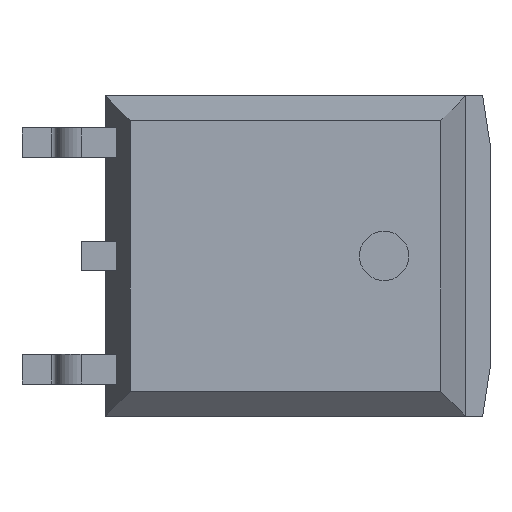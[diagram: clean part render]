
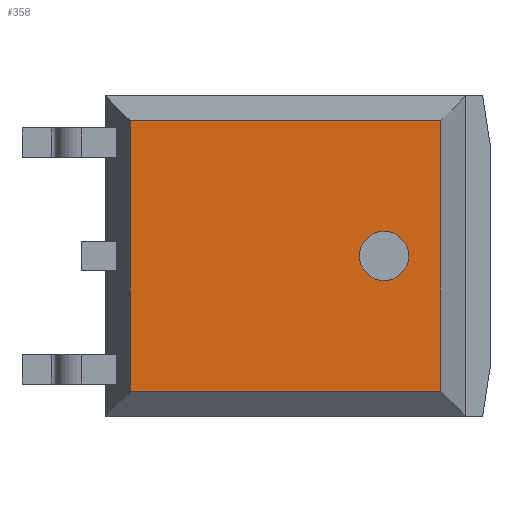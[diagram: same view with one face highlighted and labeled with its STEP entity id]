
A CAD part, top view. The second image highlights one B-rep face of the part: STEP entity #358.
In plain terms, the highlighted planar face has unit normal (0, 0, 1).
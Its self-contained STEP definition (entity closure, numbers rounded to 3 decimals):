
#34=VECTOR('',#35,1.);
#35=DIRECTION('',(0.,-1.,0.));
#47=DIRECTION('',(1.,0.,0.));
#65=VECTOR('',#66,1.);
#66=DIRECTION('',(-1.,0.,0.));
#102=DIRECTION('',(0.,1.,0.));
#106=ORIENTED_EDGE('',*,*,#107,.T.);
#107=EDGE_CURVE('',#108,#110,#112,.T.);
#108=VERTEX_POINT('',#109);
#109=CARTESIAN_POINT('',(-2.55,2.75,1.52));
#110=VERTEX_POINT('',#111);
#111=CARTESIAN_POINT('',(-2.55,-2.75,1.52));
#112=LINE('',#113,#34);
#113=CARTESIAN_POINT('',(-2.55,3.25,1.52));
#234=VECTOR('',#47,1.);
#257=VERTEX_POINT('',#258);
#258=CARTESIAN_POINT('',(3.75,2.75,1.52));
#263=ORIENTED_EDGE('',*,*,#264,.T.);
#264=EDGE_CURVE('',#257,#108,#265,.T.);
#265=LINE('',#258,#65);
#283=VECTOR('',#102,1.);
#291=DIRECTION('',(1.,0.,0.));
#305=DIRECTION('',(-1.,0.,0.));
#312=DIRECTION('',(0.,0.,1.));
#358=ADVANCED_FACE('',(#359,#370),#380,.T.);
#359=FACE_BOUND('',#360,.T.);
#360=EDGE_LOOP('',(#106,#361,#366,#263));
#361=ORIENTED_EDGE('',*,*,#362,.T.);
#362=EDGE_CURVE('',#110,#363,#365,.T.);
#363=VERTEX_POINT('',#364);
#364=CARTESIAN_POINT('',(3.75,-2.75,1.52));
#365=LINE('',#111,#234);
#366=ORIENTED_EDGE('',*,*,#367,.T.);
#367=EDGE_CURVE('',#363,#257,#368,.T.);
#368=LINE('',#369,#283);
#369=CARTESIAN_POINT('',(3.75,-3.25,1.52));
#370=FACE_BOUND('',#371,.T.);
#371=EDGE_LOOP('',(#372));
#372=ORIENTED_EDGE('',*,*,#373,.T.);
#373=EDGE_CURVE('',#374,#374,#376,.T.);
#374=VERTEX_POINT('',#375);
#375=CARTESIAN_POINT('',(2.1,0.,1.52));
#376=CIRCLE('',#377,0.5);
#377=AXIS2_PLACEMENT_3D('',#378,#379,#305);
#378=CARTESIAN_POINT('',(2.6,0.,1.52));
#379=DIRECTION('',(0.,0.,-1.));
#380=PLANE('',#381);
#381=AXIS2_PLACEMENT_3D('',#382,#312,#291);
#382=CARTESIAN_POINT('',(0.6,0.,1.52));
